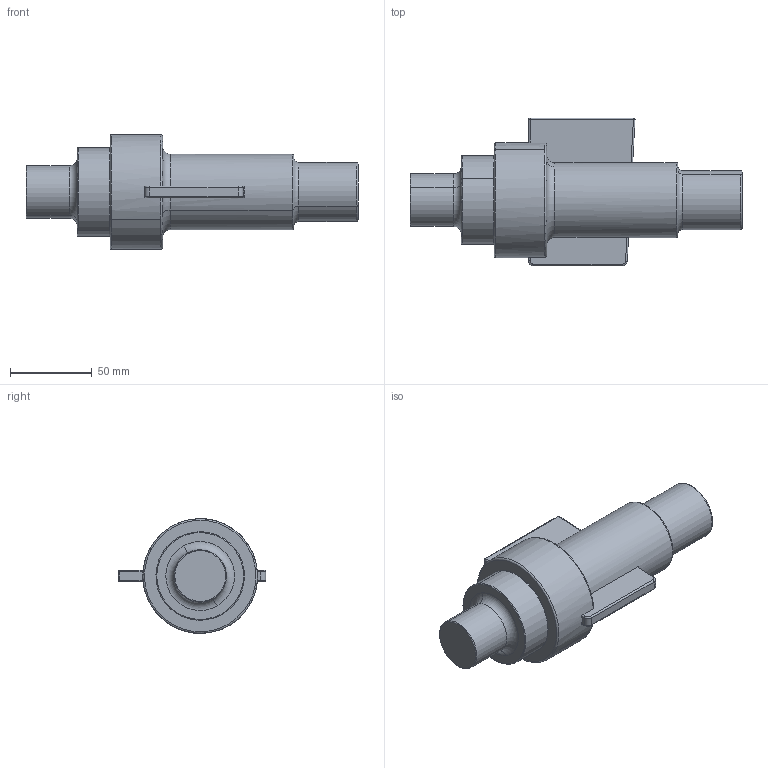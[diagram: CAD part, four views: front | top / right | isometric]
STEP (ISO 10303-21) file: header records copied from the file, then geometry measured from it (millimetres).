
FILE_DESCRIPTION(('CATIA V5 STEP Exchange'),'2;1');
FILE_NAME('Cotter Joint Assembly.stp','2022-03-20T02:00:29+00:00',('none'),('none'),'CATIA Version 5 Release 21 GA (IN-10)','CATIA V5 STEP AP203','none');
FILE_SCHEMA(('CONFIG_CONTROL_DESIGN'));
Length unit declared in the file: millimetre
Products named in the file (1): Product1
Assembly tree (3 placements, depth 2):
  Product1
    #58
    #1267
    #1922
Bounding box: 202.5 x 90 x 69.98 mm (x, y, z)
Volume: 387439.8 mm3; surface area: 81414.8 mm2
Topology: 3 solids, 3 shells, 110 faces, 260 edges, 151 vertices
Faces by surface type: cylinder 34, torus 32, plane 28, bspline 10, sphere 4, cone 2
Entity records: 3669 total; most frequent: CARTESIAN_POINT 1268, ORIENTED_EDGE 508, DIRECTION 394, EDGE_CURVE 254, AXIS2_PLACEMENT_3D 221, VERTEX_POINT 151, CIRCLE 130, EDGE_LOOP 117
